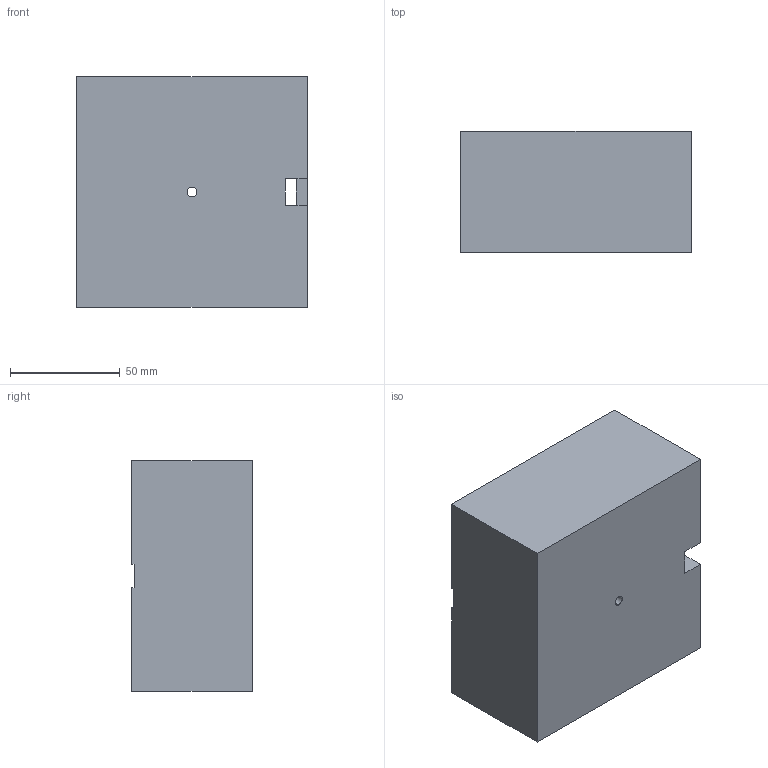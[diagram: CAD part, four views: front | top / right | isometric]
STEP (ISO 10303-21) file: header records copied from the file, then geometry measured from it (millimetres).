
FILE_DESCRIPTION((''),'2;1');
FILE_NAME('BOITIER_PCB','2025-04-23T18:38:58',('cedric.da-cruz'),(''),'CREO PARAMETRIC BY PTC INC, 2021063','CREO PARAMETRIC BY PTC INC, 2021063','');
FILE_SCHEMA(('CONFIG_CONTROL_DESIGN'));
Length unit declared in the file: millimetre
Products named in the file (1): BOITIER_PCB
Bounding box: 105 x 55 x 105 mm (x, y, z)
Volume: 165556 mm3; surface area: 68825.3 mm2
Topology: 1 solids, 1 shells, 48 faces, 144 edges, 96 vertices
Faces by surface type: plane 38, cylinder 10
Entity records: 1670 total; most frequent: CARTESIAN_POINT 288, ORIENTED_EDGE 288, DIRECTION 260, EDGE_CURVE 144, VECTOR 124, LINE 124, VERTEX_POINT 96, AXIS2_PLACEMENT_3D 68
